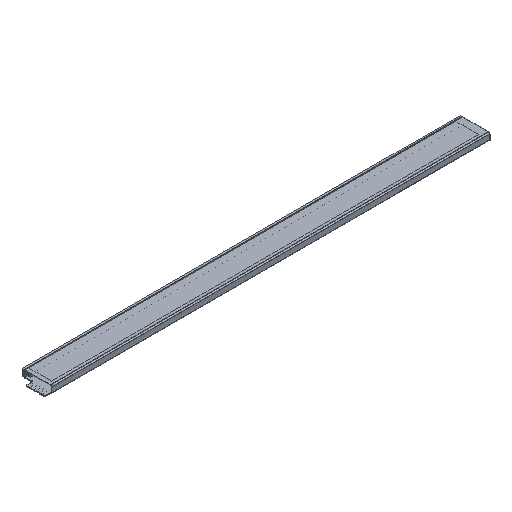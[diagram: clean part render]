
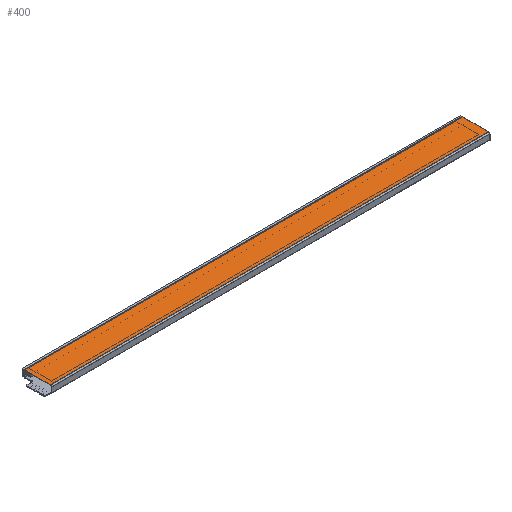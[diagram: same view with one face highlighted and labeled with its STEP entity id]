
A CAD part, isometric view. The second image highlights one B-rep face of the part: STEP entity #400.
In plain terms, the highlighted planar face has unit normal (0, 0, 1).
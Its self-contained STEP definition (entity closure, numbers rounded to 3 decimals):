
#94 = FACE_OUTER_BOUND ( 'NONE', #526, .T. ) ;
#200 = DIRECTION ( 'NONE',  ( 0., -1., 0. ) ) ;
#236 = LINE ( 'NONE', #2109, #1619 ) ;
#300 = LINE ( 'NONE', #1925, #1453 ) ;
#331 = CARTESIAN_POINT ( 'NONE',  ( -2., 13.4, 0. ) ) ;
#390 = DIRECTION ( 'NONE',  ( -1., 0., 0. ) ) ;
#397 = ORIENTED_EDGE ( 'NONE', *, *, #488, .T. ) ;
#400 = ADVANCED_FACE ( 'NONE', ( #94 ), #2741, .F. ) ;
#402 = DIRECTION ( 'NONE',  ( 0., 0., -1. ) ) ;
#488 = EDGE_CURVE ( 'NONE', #1940, #2653, #2262, .T. ) ;
#526 = EDGE_LOOP ( 'NONE', ( #2427, #397, #2532, #1695 ) ) ;
#577 = CARTESIAN_POINT ( 'NONE',  ( 212.3, 13.4, 0. ) ) ;
#662 = CARTESIAN_POINT ( 'NONE',  ( 212.3, 0., 0. ) ) ;
#669 = VECTOR ( 'NONE', #2054, 1000. ) ;
#838 = CARTESIAN_POINT ( 'NONE',  ( 0., 0., 0. ) ) ;
#890 = AXIS2_PLACEMENT_3D ( 'NONE', #838, #402, #390 ) ;
#1032 = VERTEX_POINT ( 'NONE', #1239 ) ;
#1098 = DIRECTION ( 'NONE',  ( 0., 1., 0. ) ) ;
#1101 = EDGE_CURVE ( 'NONE', #2653, #2112, #300, .T. ) ;
#1239 = CARTESIAN_POINT ( 'NONE',  ( -2., 0.7, 0. ) ) ;
#1378 = LINE ( 'NONE', #2284, #669 ) ;
#1453 = VECTOR ( 'NONE', #2554, 1000. ) ;
#1619 = VECTOR ( 'NONE', #200, 1000. ) ;
#1695 = ORIENTED_EDGE ( 'NONE', *, *, #1700, .T. ) ;
#1700 = EDGE_CURVE ( 'NONE', #2112, #1032, #236, .T. ) ;
#1832 = CARTESIAN_POINT ( 'NONE',  ( 212.3, 0.7, 0. ) ) ;
#1925 = CARTESIAN_POINT ( 'NONE',  ( -2., 13.4, 0. ) ) ;
#1940 = VERTEX_POINT ( 'NONE', #1832 ) ;
#2054 = DIRECTION ( 'NONE',  ( 1., 0., 0. ) ) ;
#2097 = VECTOR ( 'NONE', #1098, 1000. ) ;
#2109 = CARTESIAN_POINT ( 'NONE',  ( -2., 0., 0. ) ) ;
#2112 = VERTEX_POINT ( 'NONE', #331 ) ;
#2135 = EDGE_CURVE ( 'NONE', #1032, #1940, #1378, .T. ) ;
#2262 = LINE ( 'NONE', #662, #2097 ) ;
#2284 = CARTESIAN_POINT ( 'NONE',  ( -2., 0.7, 0. ) ) ;
#2427 = ORIENTED_EDGE ( 'NONE', *, *, #2135, .T. ) ;
#2532 = ORIENTED_EDGE ( 'NONE', *, *, #1101, .T. ) ;
#2554 = DIRECTION ( 'NONE',  ( -1., 0., 0. ) ) ;
#2653 = VERTEX_POINT ( 'NONE', #577 ) ;
#2741 = PLANE ( 'NONE',  #890 ) ;
